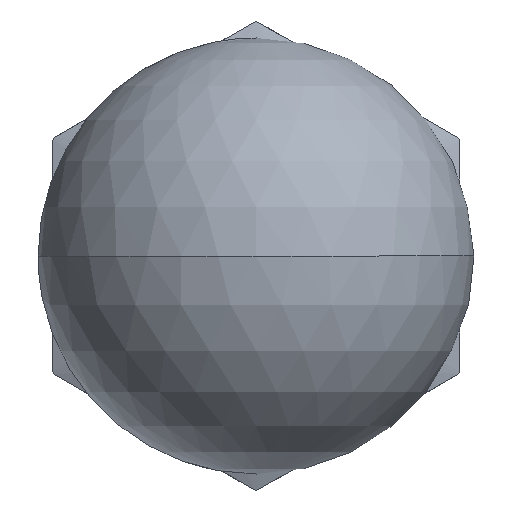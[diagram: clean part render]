
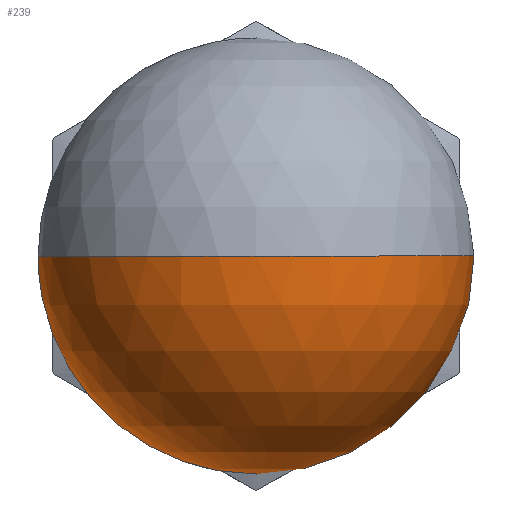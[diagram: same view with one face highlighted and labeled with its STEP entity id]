
A CAD part, front view. The second image highlights one B-rep face of the part: STEP entity #239.
In plain terms, the highlighted spherical face has radius 7.5 mm.
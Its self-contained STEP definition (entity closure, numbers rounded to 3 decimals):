
#163 = ORIENTED_EDGE ( 'NONE', *, *, #404, .T. ) ;
#236 = ORIENTED_EDGE ( 'NONE', *, *, #342, .F. ) ;
#239 = ADVANCED_FACE ( 'NONE', ( #563 ), #928, .T. ) ;
#342 = EDGE_CURVE ( 'NONE', #994, #1014, #493, .T. ) ;
#404 = EDGE_CURVE ( 'NONE', #967, #1014, #461, .T. ) ;
#416 = EDGE_CURVE ( 'NONE', #967, #994, #446, .T. ) ;
#446 = CIRCLE ( 'NONE', #973, 7.5 ) ;
#461 = CIRCLE ( 'NONE', #981, 7.5 ) ;
#467 = DIRECTION ( 'NONE',  ( 1., 0., 0. ) ) ;
#468 = DIRECTION ( 'NONE',  ( 0., 0., 1. ) ) ;
#473 = CARTESIAN_POINT ( 'NONE',  ( 0., -14.5, 0. ) ) ;
#493 = CIRCLE ( 'NONE', #504, 6. ) ;
#500 = DIRECTION ( 'NONE',  ( -1., 0., 0. ) ) ;
#503 = DIRECTION ( 'NONE',  ( 0., 0., -1. ) ) ;
#504 = AXIS2_PLACEMENT_3D ( 'NONE', #597, #594, #592 ) ;
#505 = CARTESIAN_POINT ( 'NONE',  ( 0., -14.5, 0. ) ) ;
#548 = CARTESIAN_POINT ( 'NONE',  ( 0., -14.5, 0. ) ) ;
#563 = FACE_OUTER_BOUND ( 'NONE', #806, .T. ) ;
#592 = DIRECTION ( 'NONE',  ( -1., 0., 0. ) ) ;
#594 = DIRECTION ( 'NONE',  ( 0., 1., 0. ) ) ;
#597 = CARTESIAN_POINT ( 'NONE',  ( 0., -10., 0. ) ) ;
#688 = DIRECTION ( 'NONE',  ( 0., 0., 1. ) ) ;
#797 = DIRECTION ( 'NONE',  ( -1., 0., 0. ) ) ;
#806 = EDGE_LOOP ( 'NONE', ( #923, #163, #236 ) ) ;
#919 = AXIS2_PLACEMENT_3D ( 'NONE', #548, #688, #797 ) ;
#922 = CARTESIAN_POINT ( 'NONE',  ( 6., -10., 0. ) ) ;
#923 = ORIENTED_EDGE ( 'NONE', *, *, #416, .F. ) ;
#928 = SPHERICAL_SURFACE ( 'NONE', #919, 7.5 ) ;
#931 = CARTESIAN_POINT ( 'NONE',  ( -6., -10., 0. ) ) ;
#967 = VERTEX_POINT ( 'NONE', #1133 ) ;
#973 = AXIS2_PLACEMENT_3D ( 'NONE', #473, #468, #467 ) ;
#981 = AXIS2_PLACEMENT_3D ( 'NONE', #505, #503, #500 ) ;
#994 = VERTEX_POINT ( 'NONE', #922 ) ;
#1014 = VERTEX_POINT ( 'NONE', #931 ) ;
#1133 = CARTESIAN_POINT ( 'NONE',  ( 0., -22., 0. ) ) ;
